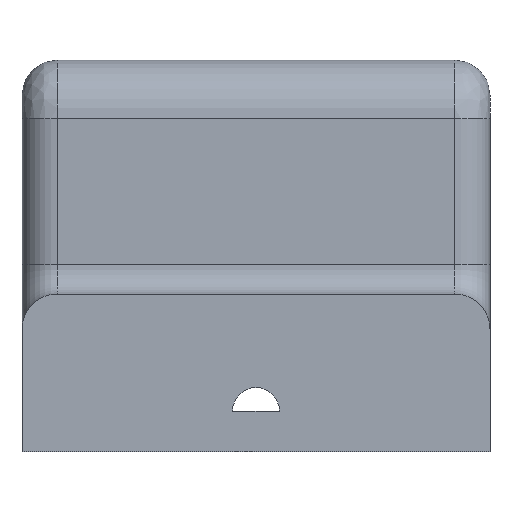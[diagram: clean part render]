
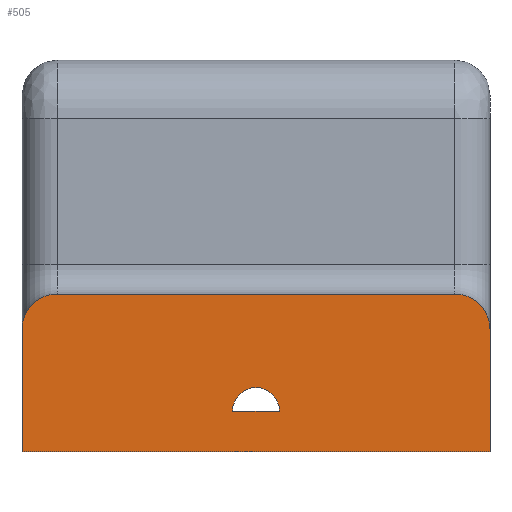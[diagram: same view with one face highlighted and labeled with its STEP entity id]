
A CAD part, left-side view. The second image highlights one B-rep face of the part: STEP entity #505.
In plain terms, the highlighted planar face has unit normal (-1, 0, 0).
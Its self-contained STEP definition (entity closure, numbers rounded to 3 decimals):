
#32=FACE_BOUND('',#65,.T.);
#34=FACE_OUTER_BOUND('',#64,.T.);
#64=EDGE_LOOP('',(#340,#341,#342,#343,#344,#345));
#65=EDGE_LOOP('',(#346,#347));
#96=LINE('',#769,#140);
#97=LINE('',#773,#141);
#98=LINE('',#775,#142);
#99=LINE('',#776,#143);
#100=LINE('',#779,#144);
#140=VECTOR('',#603,10.);
#141=VECTOR('',#606,10.);
#142=VECTOR('',#607,10.);
#143=VECTOR('',#608,10.);
#144=VECTOR('',#609,10.);
#184=CIRCLE('',#538,3.);
#185=CIRCLE('',#539,3.);
#186=CIRCLE('',#540,2.);
#216=VERTEX_POINT('',#765);
#217=VERTEX_POINT('',#766);
#218=VERTEX_POINT('',#768);
#219=VERTEX_POINT('',#770);
#220=VERTEX_POINT('',#772);
#221=VERTEX_POINT('',#774);
#222=VERTEX_POINT('',#777);
#223=VERTEX_POINT('',#778);
#264=EDGE_CURVE('',#216,#217,#184,.T.);
#265=EDGE_CURVE('',#218,#216,#96,.T.);
#266=EDGE_CURVE('',#219,#218,#185,.T.);
#267=EDGE_CURVE('',#220,#219,#97,.T.);
#268=EDGE_CURVE('',#221,#220,#98,.T.);
#269=EDGE_CURVE('',#217,#221,#99,.T.);
#270=EDGE_CURVE('',#222,#223,#100,.T.);
#271=EDGE_CURVE('',#223,#222,#186,.T.);
#340=ORIENTED_EDGE('',*,*,#264,.F.);
#341=ORIENTED_EDGE('',*,*,#265,.F.);
#342=ORIENTED_EDGE('',*,*,#266,.F.);
#343=ORIENTED_EDGE('',*,*,#267,.F.);
#344=ORIENTED_EDGE('',*,*,#268,.F.);
#345=ORIENTED_EDGE('',*,*,#269,.F.);
#346=ORIENTED_EDGE('',*,*,#270,.F.);
#347=ORIENTED_EDGE('',*,*,#271,.F.);
#492=PLANE('',#537);
#505=ADVANCED_FACE('',(#34,#32),#492,.F.);
#537=AXIS2_PLACEMENT_3D('',#764,#599,#600);
#538=AXIS2_PLACEMENT_3D('',#767,#601,#602);
#539=AXIS2_PLACEMENT_3D('',#771,#604,#605);
#540=AXIS2_PLACEMENT_3D('',#780,#610,#611);
#599=DIRECTION('center_axis',(1.,0.,0.));
#600=DIRECTION('ref_axis',(0.,0.,-1.));
#601=DIRECTION('center_axis',(1.,0.,0.));
#602=DIRECTION('ref_axis',(0.,0.,-1.));
#603=DIRECTION('',(0.,-1.,0.));
#604=DIRECTION('center_axis',(1.,0.,0.));
#605=DIRECTION('ref_axis',(0.,0.,-1.));
#606=DIRECTION('',(0.,0.,1.));
#607=DIRECTION('',(0.,1.,0.));
#608=DIRECTION('',(0.,0.,-1.));
#609=DIRECTION('',(0.,-1.,0.));
#610=DIRECTION('center_axis',(-1.,0.,0.));
#611=DIRECTION('ref_axis',(0.,-0.707,0.707));
#764=CARTESIAN_POINT('Origin',(32.5,0.,33.));
#765=CARTESIAN_POINT('',(32.5,3.,10.));
#766=CARTESIAN_POINT('',(32.5,0.,7.));
#767=CARTESIAN_POINT('Origin',(32.5,3.,7.));
#768=CARTESIAN_POINT('',(32.5,37.,10.));
#769=CARTESIAN_POINT('',(32.5,0.,10.));
#770=CARTESIAN_POINT('',(32.5,40.,7.));
#771=CARTESIAN_POINT('Origin',(32.5,37.,7.));
#772=CARTESIAN_POINT('',(32.5,40.,-3.5));
#773=CARTESIAN_POINT('',(32.5,40.,24.));
#774=CARTESIAN_POINT('',(32.5,0.,-3.5));
#775=CARTESIAN_POINT('',(32.5,10.,-3.5));
#776=CARTESIAN_POINT('',(32.5,0.,24.));
#777=CARTESIAN_POINT('',(32.5,22.,0.));
#778=CARTESIAN_POINT('',(32.5,18.,0.));
#779=CARTESIAN_POINT('',(32.5,10.,0.));
#780=CARTESIAN_POINT('Origin',(32.5,20.,0.));
